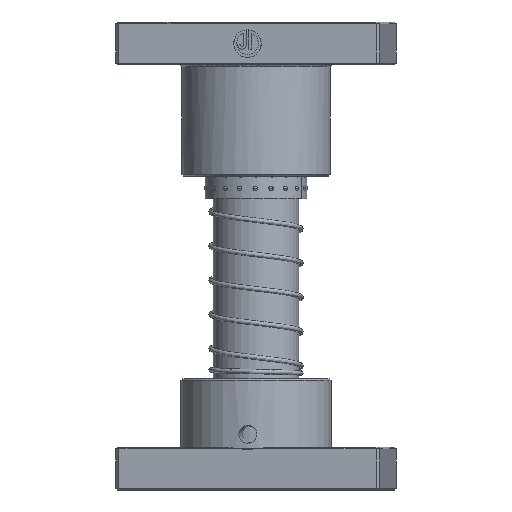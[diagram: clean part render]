
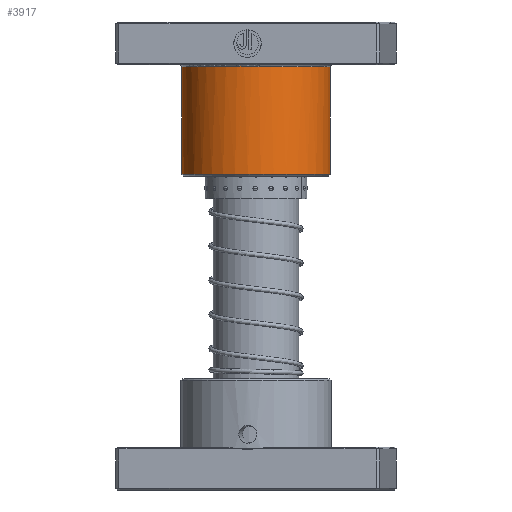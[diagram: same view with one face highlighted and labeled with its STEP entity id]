
A CAD part, front view. The second image highlights one B-rep face of the part: STEP entity #3917.
In plain terms, the highlighted cylindrical face has radius 43.5 mm (diameter 87 mm), a partial arc.
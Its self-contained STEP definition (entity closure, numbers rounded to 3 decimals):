
#160 = LINE ( 'NONE', #42506, #25014 ) ;
#905 = CARTESIAN_POINT ( 'NONE',  ( 4.343, 43.296, 25.961 ) ) ;
#3917 = ADVANCED_FACE ( 'NONE', ( #33206 ), #31674, .T. ) ;
#4195 = CIRCLE ( 'NONE', #60639, 43.5 ) ;
#5763 = EDGE_CURVE ( 'NONE', #27316, #34923, #160, .T. ) ;
#5892 = CARTESIAN_POINT ( 'NONE',  ( 1.096, 43.5, 25.866 ) ) ;
#7321 = VERTEX_POINT ( 'NONE', #45510 ) ;
#9692 = ORIENTED_EDGE ( 'NONE', *, *, #37307, .T. ) ;
#10878 = CARTESIAN_POINT ( 'NONE',  ( -2.161, 43.46, 25.893 ) ) ;
#12513 = EDGE_CURVE ( 'NONE', #64023, #30661, #31188, .T. ) ;
#14058 = CARTESIAN_POINT ( 'NONE',  ( -43.5, 0., 89. ) ) ;
#15221 = CARTESIAN_POINT ( 'NONE',  ( 5.424, 43.174, 26. ) ) ;
#15641 = CARTESIAN_POINT ( 'NONE',  ( 43.5, 0., 89. ) ) ;
#15647 = ORIENTED_EDGE ( 'NONE', *, *, #50990, .T. ) ;
#15816 = AXIS2_PLACEMENT_3D ( 'NONE', #59392, #29717, #64420 ) ;
#15881 = CARTESIAN_POINT ( 'NONE',  ( -5.423, 43.174, 26. ) ) ;
#17953 = VECTOR ( 'NONE', #43032, 1000. ) ;
#18049 = EDGE_LOOP ( 'NONE', ( #9692, #30933, #15647, #43351, #46122, #18346 ) ) ;
#18346 = ORIENTED_EDGE ( 'NONE', *, *, #5763, .F. ) ;
#23796 = CARTESIAN_POINT ( 'NONE',  ( 0., 0., 26. ) ) ;
#25014 = VECTOR ( 'NONE', #47694, 1000. ) ;
#25218 = CARTESIAN_POINT ( 'NONE',  ( 6.503, 43.011, 26. ) ) ;
#27316 = VERTEX_POINT ( 'NONE', #14058 ) ;
#28794 = DIRECTION ( 'NONE',  ( 1., 0., 0. ) ) ;
#28933 = CARTESIAN_POINT ( 'NONE',  ( 0., 0., 89. ) ) ;
#29717 = DIRECTION ( 'NONE',  ( 0., 0., 1. ) ) ;
#30479 = B_SPLINE_CURVE_WITH_KNOTS ( 'NONE', 3,
 ( #25218, #15221, #905, #35612, #5892, #40595, #10878, #45578, #15881, #50573 ),
 .UNSPECIFIED., .F., .F.,
 ( 4, 2, 2, 2, 4 ),
 ( 0., 0.003, 0.007, 0.01, 0.013 ),
 .UNSPECIFIED. ) ;
#30661 = VERTEX_POINT ( 'NONE', #44650 ) ;
#30933 = ORIENTED_EDGE ( 'NONE', *, *, #12513, .T. ) ;
#31188 = LINE ( 'NONE', #58412, #17953 ) ;
#31674 = CYLINDRICAL_SURFACE ( 'NONE', #63129, 43.5 ) ;
#33001 = CIRCLE ( 'NONE', #41758, 43.5 ) ;
#33206 = FACE_OUTER_BOUND ( 'NONE', #18049, .T. ) ;
#33905 = DIRECTION ( 'NONE',  ( 1., 0., 0. ) ) ;
#34923 = VERTEX_POINT ( 'NONE', #56204 ) ;
#35612 = CARTESIAN_POINT ( 'NONE',  ( 2.18, 43.459, 25.893 ) ) ;
#37307 = EDGE_CURVE ( 'NONE', #27316, #64023, #4195, .T. ) ;
#40595 = CARTESIAN_POINT ( 'NONE',  ( -1.074, 43.5, 25.866 ) ) ;
#41758 = AXIS2_PLACEMENT_3D ( 'NONE', #23796, #58470, #28794 ) ;
#42506 = CARTESIAN_POINT ( 'NONE',  ( -43.5, 0., 90. ) ) ;
#43032 = DIRECTION ( 'NONE',  ( 0., 0., -1. ) ) ;
#43351 = ORIENTED_EDGE ( 'NONE', *, *, #45860, .T. ) ;
#44650 = CARTESIAN_POINT ( 'NONE',  ( 43.5, 0., 26. ) ) ;
#45072 = CARTESIAN_POINT ( 'NONE',  ( -6.503, 43.011, 26. ) ) ;
#45084 = EDGE_CURVE ( 'NONE', #54096, #34923, #57266, .T. ) ;
#45510 = CARTESIAN_POINT ( 'NONE',  ( 6.503, 43.011, 26. ) ) ;
#45578 = CARTESIAN_POINT ( 'NONE',  ( -4.338, 43.297, 25.961 ) ) ;
#45860 = EDGE_CURVE ( 'NONE', #7321, #54096, #30479, .T. ) ;
#46122 = ORIENTED_EDGE ( 'NONE', *, *, #45084, .T. ) ;
#47694 = DIRECTION ( 'NONE',  ( 0., 0., -1. ) ) ;
#49102 = DIRECTION ( 'NONE',  ( 0., 0., -1. ) ) ;
#49312 = CARTESIAN_POINT ( 'NONE',  ( 0., 0., 90. ) ) ;
#50573 = CARTESIAN_POINT ( 'NONE',  ( -6.503, 43.011, 26. ) ) ;
#50990 = EDGE_CURVE ( 'NONE', #30661, #7321, #33001, .T. ) ;
#54096 = VERTEX_POINT ( 'NONE', #45072 ) ;
#54314 = DIRECTION ( 'NONE',  ( -1., 0., 0. ) ) ;
#56204 = CARTESIAN_POINT ( 'NONE',  ( -43.5, 0., 26. ) ) ;
#57266 = CIRCLE ( 'NONE', #15816, 43.5 ) ;
#58412 = CARTESIAN_POINT ( 'NONE',  ( 43.5, 0., 90. ) ) ;
#58470 = DIRECTION ( 'NONE',  ( 0., 0., 1. ) ) ;
#59392 = CARTESIAN_POINT ( 'NONE',  ( 0., 0., 26. ) ) ;
#60639 = AXIS2_PLACEMENT_3D ( 'NONE', #28933, #63624, #33905 ) ;
#63129 = AXIS2_PLACEMENT_3D ( 'NONE', #49312, #49102, #54314 ) ;
#63624 = DIRECTION ( 'NONE',  ( 0., 0., -1. ) ) ;
#64023 = VERTEX_POINT ( 'NONE', #15641 ) ;
#64420 = DIRECTION ( 'NONE',  ( 1., 0., 0. ) ) ;
